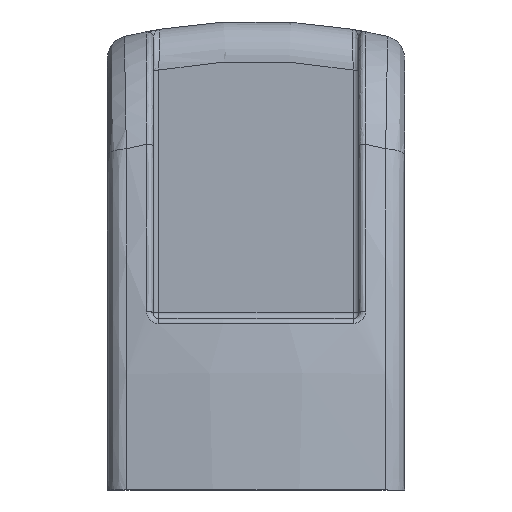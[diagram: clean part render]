
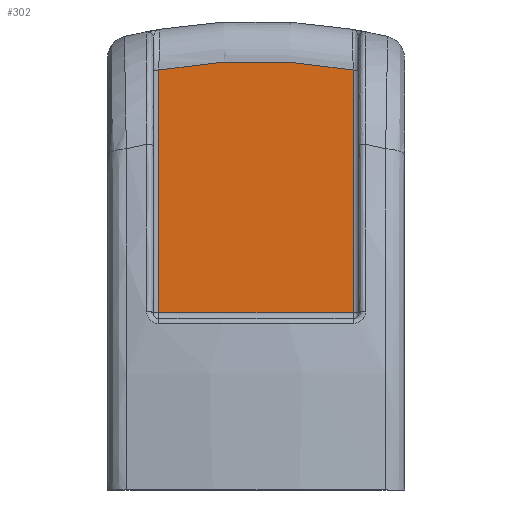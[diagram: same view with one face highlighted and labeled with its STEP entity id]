
A CAD part, left-side view. The second image highlights one B-rep face of the part: STEP entity #302.
In plain terms, the highlighted planar face has unit normal (-1, 0, 0).
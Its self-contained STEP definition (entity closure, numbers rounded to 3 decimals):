
#302 = ADVANCED_FACE( '', ( #677 ), #678, .T. );
#677 = FACE_OUTER_BOUND( '', #3350, .T. );
#678 = PLANE( '', #3351 );
#3350 = EDGE_LOOP( '', ( #6233, #6234, #6235, #6236 ) );
#3351 = AXIS2_PLACEMENT_3D( '', #6237, #6238, #6239 );
#6233 = ORIENTED_EDGE( '', *, *, #6917, .T. );
#6234 = ORIENTED_EDGE( '', *, *, #7129, .T. );
#6235 = ORIENTED_EDGE( '', *, *, #7100, .T. );
#6236 = ORIENTED_EDGE( '', *, *, #6905, .T. );
#6237 = CARTESIAN_POINT( '', ( -50., -9., 79.138 ) );
#6238 = DIRECTION( '', ( -1., 0., 0. ) );
#6239 = DIRECTION( '', ( 0., 0., 1. ) );
#6905 = EDGE_CURVE( '', #7446, #7451, #7453, .T. );
#6917 = EDGE_CURVE( '', #7451, #7469, #7471, .F. );
#7100 = EDGE_CURVE( '', #7750, #7446, #7751, .T. );
#7129 = EDGE_CURVE( '', #7469, #7750, #7789, .F. );
#7446 = VERTEX_POINT( '', #8696 );
#7451 = VERTEX_POINT( '', #8702 );
#7453 = LINE( '', #8704, #8705 );
#7469 = VERTEX_POINT( '', #8723 );
#7471 = LINE( '', #8725, #8726 );
#7750 = VERTEX_POINT( '', #9958 );
#7751 = CIRCLE( '', #9959, 46.5 );
#7789 = LINE( '', #10052, #10053 );
#8696 = CARTESIAN_POINT( '', ( -50., 8.5, 36.717 ) );
#8702 = CARTESIAN_POINT( '', ( -50., 8.5, 15.5 ) );
#8704 = CARTESIAN_POINT( '', ( -50., 8.5, 15. ) );
#8705 = VECTOR( '', #11093, 1000. );
#8723 = CARTESIAN_POINT( '', ( -50., -8.5, 15.5 ) );
#8725 = CARTESIAN_POINT( '', ( -50., -9., 15.5 ) );
#8726 = VECTOR( '', #11114, 1000. );
#9958 = CARTESIAN_POINT( '', ( -50., -8.5, 36.717 ) );
#9959 = AXIS2_PLACEMENT_3D( '', #11356, #11357, #11358 );
#10052 = CARTESIAN_POINT( '', ( -50., -8.5, 36.621 ) );
#10053 = VECTOR( '', #11395, 1000. );
#11093 = DIRECTION( '', ( 0., 0., -1. ) );
#11114 = DIRECTION( '', ( 0., 1., 0. ) );
#11356 = CARTESIAN_POINT( '', ( -50., 0., -9. ) );
#11357 = DIRECTION( '', ( -1., 0., 0. ) );
#11358 = DIRECTION( '', ( 0., 0., 1. ) );
#11395 = DIRECTION( '', ( 0., 0., -1. ) );
